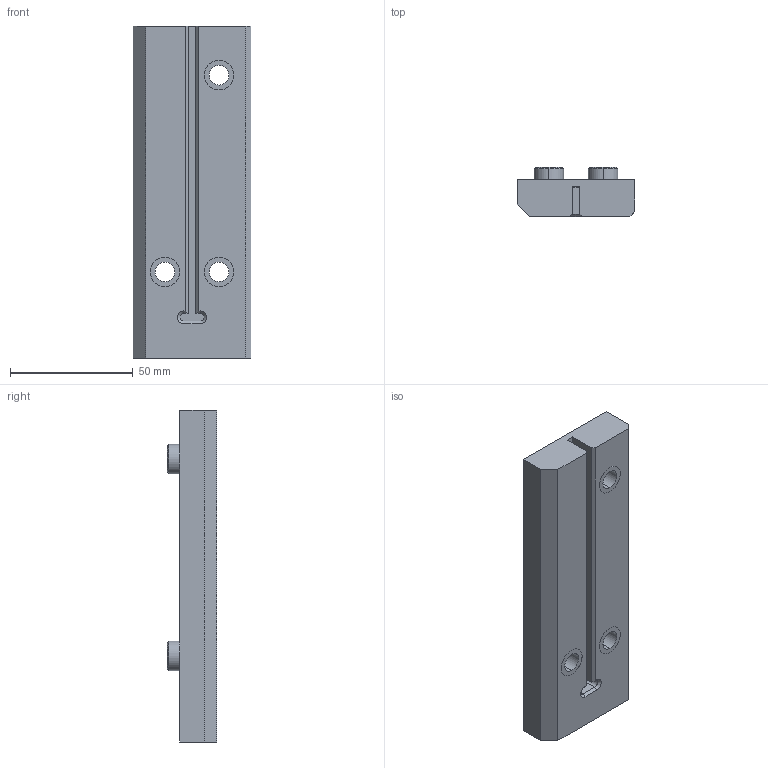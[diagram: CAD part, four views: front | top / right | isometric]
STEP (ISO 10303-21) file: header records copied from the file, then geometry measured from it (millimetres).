
FILE_DESCRIPTION (( 'STEP AP203' ), '1' );
FILE_NAME ('T84260.STEP', '2018-09-20T12:55:28', ( '' ), ( '' ), 'SwSTEP 2.0', 'SolidWorks 2016', '' );
FILE_SCHEMA (( 'CONFIG_CONTROL_DESIGN' ));
Length unit declared in the file: millimetre
Products named in the file (1): T84260
Bounding box: 47.8 x 20 x 135 mm (x, y, z)
Volume: 88552.7 mm3; surface area: 25874.4 mm2
Topology: 4 solids, 4 shells, 827 faces, 2265 edges, 1504 vertices
Faces by surface type: plane 593, bspline 147, cylinder 73, cone 14
Entity records: 33868 total; most frequent: CARTESIAN_POINT 13624, ORIENTED_EDGE 4530, DIRECTION 3493, EDGE_CURVE 2265, VECTOR 1811, LINE 1811, VERTEX_POINT 1504, EDGE_LOOP 897
